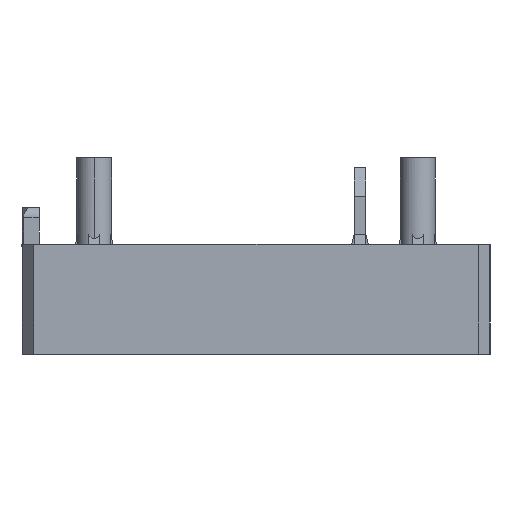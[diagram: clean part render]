
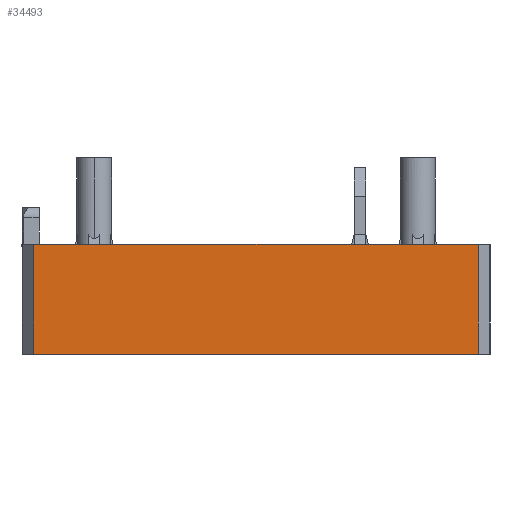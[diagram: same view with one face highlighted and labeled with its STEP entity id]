
A CAD part, left-side view. The second image highlights one B-rep face of the part: STEP entity #34493.
In plain terms, the highlighted planar face has unit normal (-1, 0, 0).
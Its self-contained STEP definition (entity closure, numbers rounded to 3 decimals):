
#466 = VERTEX_POINT ( 'NONE', #31159 ) ;
#555 = ORIENTED_EDGE ( 'NONE', *, *, #7937, .F. ) ;
#680 = ORIENTED_EDGE ( 'NONE', *, *, #32785, .T. ) ;
#4950 = DIRECTION ( 'NONE',  ( 0., 0., 1. ) ) ;
#5053 = DIRECTION ( 'NONE',  ( 0., 1., 0. ) ) ;
#7937 = EDGE_CURVE ( 'NONE', #20019, #13627, #22965, .T. ) ;
#10066 = PLANE ( 'NONE',  #18320 ) ;
#10312 = DIRECTION ( 'NONE',  ( -1., 0., 0. ) ) ;
#10477 = VECTOR ( 'NONE', #4950, 1000. ) ;
#12466 = DIRECTION ( 'NONE',  ( 0., 0., -1. ) ) ;
#12862 = VECTOR ( 'NONE', #12466, 1000. ) ;
#13627 = VERTEX_POINT ( 'NONE', #23300 ) ;
#14171 = DIRECTION ( 'NONE',  ( 0., 1., 0. ) ) ;
#14207 = LINE ( 'NONE', #22725, #10477 ) ;
#16399 = VECTOR ( 'NONE', #5053, 1000. ) ;
#18320 = AXIS2_PLACEMENT_3D ( 'NONE', #33727, #10312, #33587 ) ;
#19723 = CARTESIAN_POINT ( 'NONE',  ( 4513.888, -39.27, 117.378 ) ) ;
#20019 = VERTEX_POINT ( 'NONE', #36541 ) ;
#22520 = CARTESIAN_POINT ( 'NONE',  ( 4513.888, 38.5, 136.378 ) ) ;
#22725 = CARTESIAN_POINT ( 'NONE',  ( 4513.888, -38.5, 136.378 ) ) ;
#22965 = LINE ( 'NONE', #19723, #29961 ) ;
#23300 = CARTESIAN_POINT ( 'NONE',  ( 4513.888, 38.5, 117.378 ) ) ;
#23435 = EDGE_LOOP ( 'NONE', ( #555, #680, #27096, #28891 ) ) ;
#24282 = LINE ( 'NONE', #34441, #16399 ) ;
#27096 = ORIENTED_EDGE ( 'NONE', *, *, #35141, .T. ) ;
#27263 = CARTESIAN_POINT ( 'NONE',  ( 4513.888, 38.5, 136.378 ) ) ;
#28891 = ORIENTED_EDGE ( 'NONE', *, *, #31493, .T. ) ;
#29444 = FACE_OUTER_BOUND ( 'NONE', #23435, .T. ) ;
#29590 = LINE ( 'NONE', #27263, #12862 ) ;
#29961 = VECTOR ( 'NONE', #14171, 1000. ) ;
#31159 = CARTESIAN_POINT ( 'NONE',  ( 4513.888, -38.5, 136.378 ) ) ;
#31493 = EDGE_CURVE ( 'NONE', #32333, #13627, #29590, .T. ) ;
#32333 = VERTEX_POINT ( 'NONE', #22520 ) ;
#32785 = EDGE_CURVE ( 'NONE', #20019, #466, #14207, .T. ) ;
#33587 = DIRECTION ( 'NONE',  ( 0., 0., 1. ) ) ;
#33727 = CARTESIAN_POINT ( 'NONE',  ( 4513.888, -38.5, 136.378 ) ) ;
#34441 = CARTESIAN_POINT ( 'NONE',  ( 4513.888, -38.5, 136.378 ) ) ;
#34493 = ADVANCED_FACE ( 'NONE', ( #29444 ), #10066, .T. ) ;
#35141 = EDGE_CURVE ( 'NONE', #466, #32333, #24282, .T. ) ;
#36541 = CARTESIAN_POINT ( 'NONE',  ( 4513.888, -38.5, 117.378 ) ) ;
